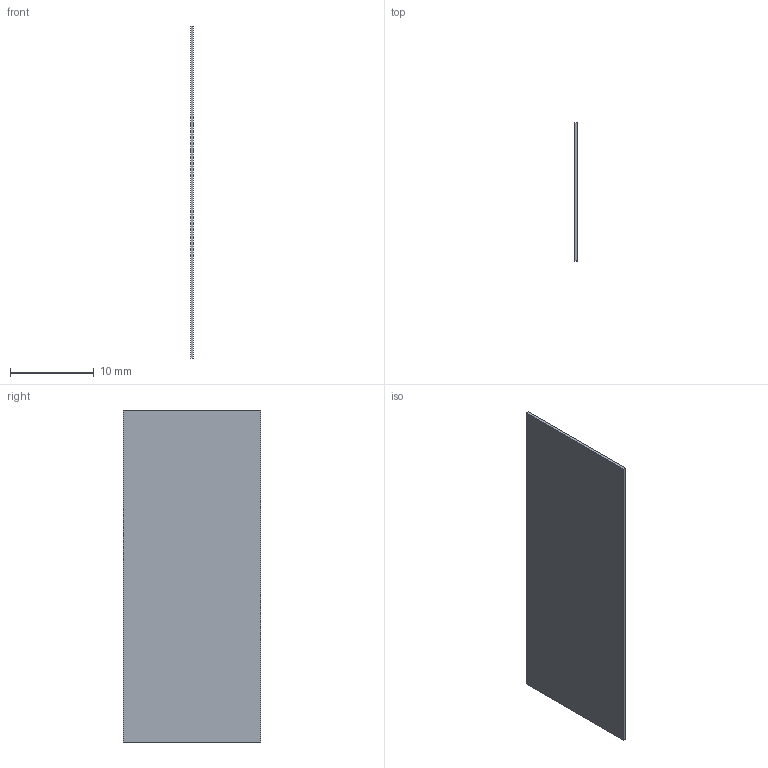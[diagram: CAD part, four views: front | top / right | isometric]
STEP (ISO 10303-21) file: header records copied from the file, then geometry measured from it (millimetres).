
FILE_DESCRIPTION((''),'2;1');
FILE_NAME('DH3-RD010441-9001','2025-05-13T14:07:01',('346893'),(''),'CREO PARAMETRIC BY PTC INC, 2020184','CREO PARAMETRIC BY PTC INC, 2020184','');
FILE_SCHEMA(('CONFIG_CONTROL_DESIGN','SHAPE_APPEARANCE_LAYERS_GROUPS'));
Length unit declared in the file: millimetre
Products named in the file (1): DH3-RD010441-9001
Bounding box: 0.35 x 16.5 x 39.7 mm (x, y, z)
Volume: 229.3 mm3; surface area: 1349.4 mm2
Topology: 1 solids, 1 shells, 6 faces, 12 edges, 8 vertices
Faces by surface type: plane 6
Entity records: 324 total; most frequent: CARTESIAN_POINT 26, DIRECTION 24, ORIENTED_EDGE 24, PRESENTATION_STYLE_ASSIGNMENT 19, STYLED_ITEM 13, FILL_AREA_STYLE_COLOUR 13, FILL_AREA_STYLE 13, SURFACE_STYLE_FILL_AREA 13
